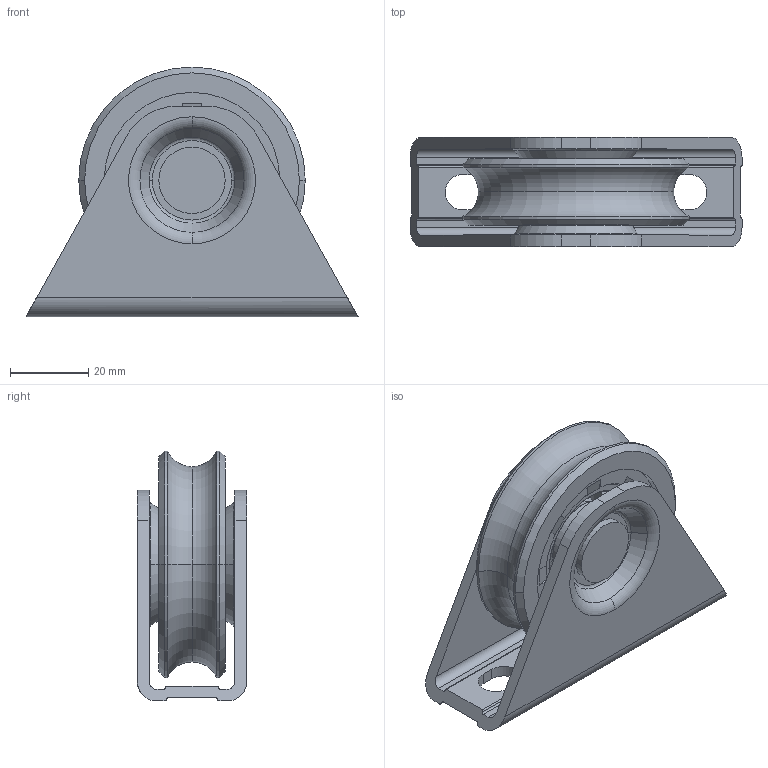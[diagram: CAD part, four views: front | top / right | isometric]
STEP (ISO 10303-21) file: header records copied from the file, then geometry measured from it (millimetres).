
FILE_DESCRIPTION (( 'STEP AP214' ), '1' );
FILE_NAME ('H_31U-60.STEP', '2021-08-25T13:48:19', ( '' ), ( '' ), 'SwSTEP 2.0', 'SolidWorks 2019', '' );
FILE_SCHEMA (( 'AUTOMOTIVE_DESIGN' ));
Length unit declared in the file: millimetre
Products named in the file (9): H-31U-60 P2; H-31U-60 P3; roulement_6202_2_02; H_31U-60; roulement_6202_2_03; roulement_6202_2_01; H-31U-60 Z1; H-31U-60 P1; roulement_6202_2 U
Assembly tree (8 placements, depth 4):
  H_31U-60
    H-31U-60 Z1
      roulement_6202_2 U
        roulement_6202_2_01
        roulement_6202_2_02
        roulement_6202_2_03
      H-31U-60 P2
    H-31U-60 P1
    H-31U-60 P3
Bounding box: 85 x 28 x 64 mm (x, y, z)
Volume: 53109.5 mm3; surface area: 32269 mm2
Topology: 6 solids, 6 shells, 237 faces, 596 edges, 378 vertices
Faces by surface type: plane 91, cylinder 58, torus 54, cone 18, sphere 16
Entity records: 8124 total; most frequent: CARTESIAN_POINT 2240, DIRECTION 1240, ORIENTED_EDGE 1112, EDGE_CURVE 556, AXIS2_PLACEMENT_3D 490, VERTEX_POINT 354, EDGE_LOOP 276, VECTOR 260
